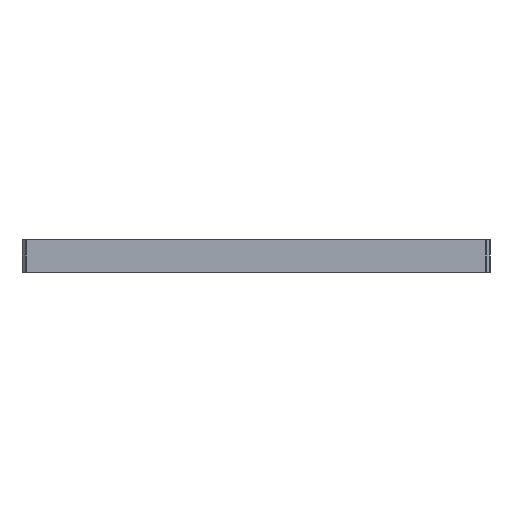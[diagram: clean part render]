
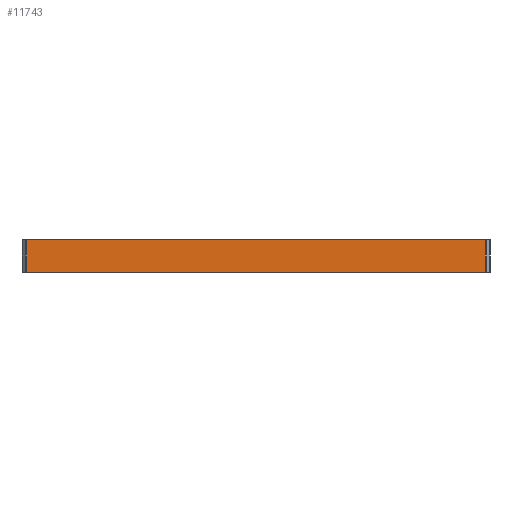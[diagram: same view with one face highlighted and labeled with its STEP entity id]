
A CAD part, left-side view. The second image highlights one B-rep face of the part: STEP entity #11743.
In plain terms, the highlighted planar face has unit normal (-1, 0, 0).
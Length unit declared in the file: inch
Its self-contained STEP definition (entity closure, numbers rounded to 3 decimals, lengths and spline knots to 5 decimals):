
#1912=LINE('',#19215,#2385);
#1925=LINE('',#19630,#2398);
#1946=LINE('',#20073,#2419);
#1947=LINE('',#20075,#2420);
#2385=VECTOR('',#13489,0.3937);
#2398=VECTOR('',#13894,0.3937);
#2419=VECTOR('',#14365,0.3937);
#2420=VECTOR('',#14368,0.3937);
#2852=PLANE('',#12676);
#3002=FACE_OUTER_BOUND('',#3967,.T.);
#3967=EDGE_LOOP('',(#9067,#9068,#9069,#9070));
#5421=VERTEX_POINT('',#19212);
#5422=VERTEX_POINT('',#19214);
#5627=VERTEX_POINT('',#19627);
#5628=VERTEX_POINT('',#19629);
#6636=EDGE_CURVE('',#5421,#5422,#1912,.T.);
#6842=EDGE_CURVE('',#5628,#5627,#1925,.T.);
#7060=EDGE_CURVE('',#5628,#5421,#1946,.T.);
#7061=EDGE_CURVE('',#5422,#5627,#1947,.T.);
#9067=ORIENTED_EDGE('',*,*,#7060,.F.);
#9068=ORIENTED_EDGE('',*,*,#6842,.T.);
#9069=ORIENTED_EDGE('',*,*,#7061,.F.);
#9070=ORIENTED_EDGE('',*,*,#6636,.F.);
#11743=ADVANCED_FACE('',(#3002),#2852,.T.);
#12676=AXIS2_PLACEMENT_3D('',#20074,#14366,#14367);
#13489=DIRECTION('',(0.,-1.,0.));
#13894=DIRECTION('',(0.,-1.,0.));
#14365=DIRECTION('',(0.,0.,1.));
#14366=DIRECTION('center_axis',(-1.,0.,0.));
#14367=DIRECTION('ref_axis',(0.,-1.,0.));
#14368=DIRECTION('',(0.,0.,-1.));
#19212=CARTESIAN_POINT('',(-5.94488,4.3616,0.575));
#19214=CARTESIAN_POINT('',(-5.94488,-3.8616,0.575));
#19215=CARTESIAN_POINT('',(-5.94488,4.44488,0.575));
#19627=CARTESIAN_POINT('',(-5.94488,-3.8616,0.));
#19629=CARTESIAN_POINT('',(-5.94488,4.3616,0.));
#19630=CARTESIAN_POINT('',(-5.94488,4.44488,0.));
#20073=CARTESIAN_POINT('',(-5.94488,4.3616,0.));
#20074=CARTESIAN_POINT('Origin',(-5.94488,4.44488,0.));
#20075=CARTESIAN_POINT('',(-5.94488,-3.8616,0.));
